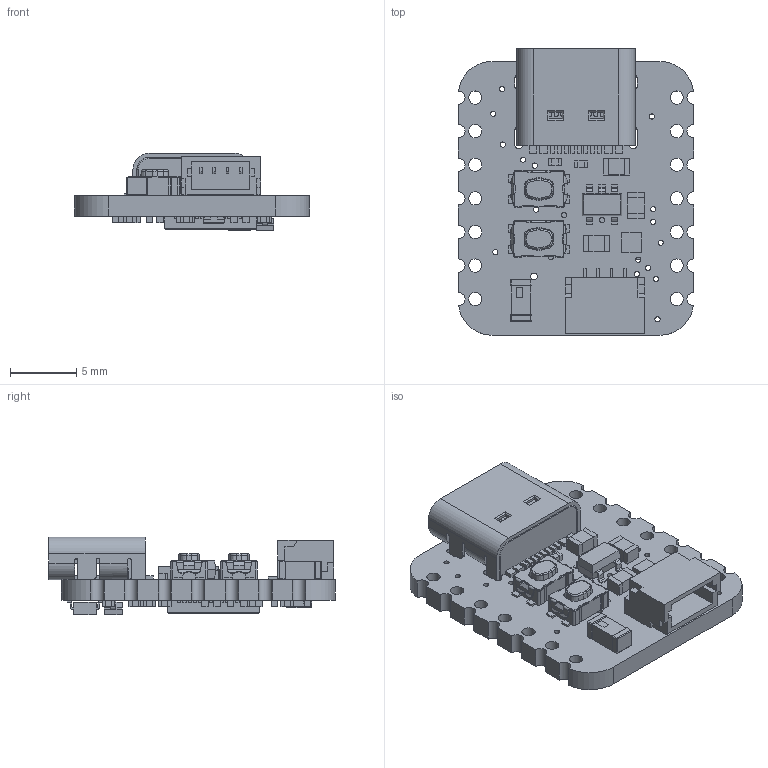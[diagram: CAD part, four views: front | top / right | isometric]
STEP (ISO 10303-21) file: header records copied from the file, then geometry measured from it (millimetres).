
FILE_DESCRIPTION(/* description */ (''),/* implementation_level */ '2;1');
FILE_NAME(/* name */ 'ESP32S2-QTPY v2.step',/* time_stamp */ '2023-06-30T08:26:31-06:00',/* author */ (''),/* organization */ (''),/* preprocessor_version */ 'ST-DEVELOPER v19.2',/* originating_system */ 'Autodesk Translation Framework v12.6.0.85',/* authorisation */ '');
FILE_SCHEMA (('AUTOMOTIVE_DESIGN { 1 0 10303 214 3 1 1 }'));
Length unit declared in the file: millimetre
Products named in the file (15): ESP32S2-QTPY; PCB Component; Board; 0805-NO; BTN_KMR2_4.6X2.8; _0402NO; USB_C_CUSB31-CFM2AX-01-X; JST_SH4_SKINNY; SOT23-5; SK6805_1515; SOD-323_MINI; QFN40P700X700X90-57T400N; _0402; CRYSTAL_2X1.6; ANT_2450AT18B100
Assembly tree (41 placements, depth 3):
  ESP32S2-QTPY
    PCB Component
      Board
      0805-NO  x3
      BTN_KMR2_4.6X2.8  x2
      _0402NO  x23
      USB_C_CUSB31-CFM2AX-01-X
      JST_SH4_SKINNY
      SOT23-5
      SK6805_1515
      SOD-323_MINI  x2
      QFN40P700X700X90-57T400N
      _0402  x2
      CRYSTAL_2X1.6
      ANT_2450AT18B100
Bounding box: 17.78 x 21.66 x 5.87 mm (x, y, z)
Volume: 793.8 mm3; surface area: 2073.7 mm2
Topology: 129 solids, 129 shells, 2469 faces, 6311 edges, 4084 vertices
Faces by surface type: plane 1905, cylinder 464, bspline 38, torus 22, sphere 22, cone 18
Full cylindrical faces by diameter (mm): 0.394 x34, 0.5 x3, 0.65 x2, 1 x14
Entity records: 55875 total; most frequent: CARTESIAN_POINT 10890, ORIENTED_EDGE 9104, DIRECTION 8808, EDGE_CURVE 4552, LINE 3716, VECTOR 3716, VERTEX_POINT 2950, AXIS2_PLACEMENT_3D 2546
